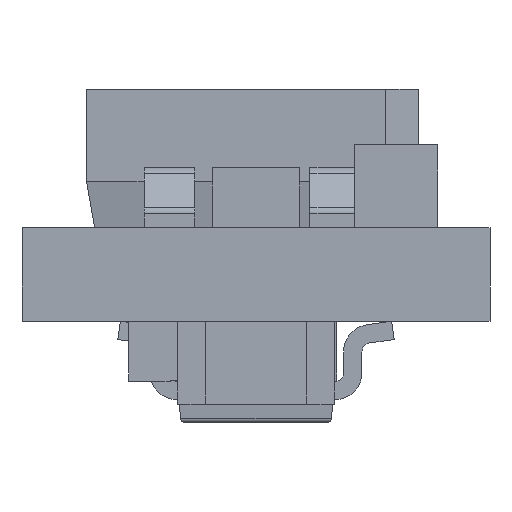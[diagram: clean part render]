
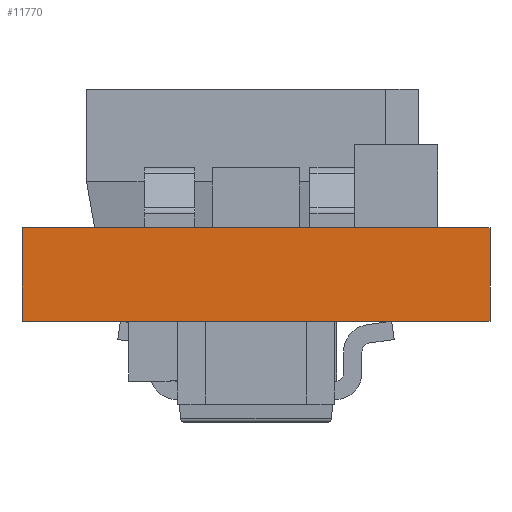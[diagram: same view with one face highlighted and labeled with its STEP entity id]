
A CAD part, front view. The second image highlights one B-rep face of the part: STEP entity #11770.
In plain terms, the highlighted planar face has unit normal (0, -1, 0).
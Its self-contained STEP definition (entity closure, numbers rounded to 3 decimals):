
#710 = VERTEX_POINT ( 'NONE', #21130 ) ;
#2141 = CARTESIAN_POINT ( 'NONE',  ( 0., 0., 0. ) ) ;
#2280 = VECTOR ( 'NONE', #3137, 1000. ) ;
#2870 = DIRECTION ( 'NONE',  ( 0., 1., 0. ) ) ;
#3137 = DIRECTION ( 'NONE',  ( 1., 0., 0. ) ) ;
#3294 = CARTESIAN_POINT ( 'NONE',  ( 0., 0., 1.016 ) ) ;
#3542 = VECTOR ( 'NONE', #23937, 1000. ) ;
#5571 = CARTESIAN_POINT ( 'NONE',  ( 0., 0., 1.016 ) ) ;
#11634 = VECTOR ( 'NONE', #24705, 1000. ) ;
#11770 = ADVANCED_FACE ( 'NONE', ( #31347 ), #14569, .F. ) ;
#12562 = ORIENTED_EDGE ( 'NONE', *, *, #21158, .F. ) ;
#12574 = EDGE_CURVE ( 'NONE', #20358, #22878, #12742, .T. ) ;
#12742 = LINE ( 'NONE', #17411, #11634 ) ;
#13081 = EDGE_CURVE ( 'NONE', #710, #27384, #29315, .T. ) ;
#13269 = EDGE_CURVE ( 'NONE', #22878, #27384, #25125, .T. ) ;
#14569 = PLANE ( 'NONE',  #24059 ) ;
#14957 = VECTOR ( 'NONE', #30268, 1000. ) ;
#15704 = CARTESIAN_POINT ( 'NONE',  ( 5.08, 0., 1.016 ) ) ;
#17411 = CARTESIAN_POINT ( 'NONE',  ( 0., 0., 1.016 ) ) ;
#20358 = VERTEX_POINT ( 'NONE', #3294 ) ;
#21130 = CARTESIAN_POINT ( 'NONE',  ( 5.08, 0., 1.016 ) ) ;
#21158 = EDGE_CURVE ( 'NONE', #20358, #710, #24613, .T. ) ;
#21262 = ORIENTED_EDGE ( 'NONE', *, *, #13081, .F. ) ;
#22671 = CARTESIAN_POINT ( 'NONE',  ( 0., 0., 0. ) ) ;
#22878 = VERTEX_POINT ( 'NONE', #22671 ) ;
#23937 = DIRECTION ( 'NONE',  ( 1., 0., 0. ) ) ;
#24059 = AXIS2_PLACEMENT_3D ( 'NONE', #26873, #2870, #29115 ) ;
#24203 = CARTESIAN_POINT ( 'NONE',  ( 5.08, 0., 0. ) ) ;
#24613 = LINE ( 'NONE', #5571, #2280 ) ;
#24705 = DIRECTION ( 'NONE',  ( 0., 0., -1. ) ) ;
#25125 = LINE ( 'NONE', #2141, #3542 ) ;
#25949 = EDGE_LOOP ( 'NONE', ( #28486, #21262, #12562, #28399 ) ) ;
#26873 = CARTESIAN_POINT ( 'NONE',  ( 0., 0., 1.016 ) ) ;
#27384 = VERTEX_POINT ( 'NONE', #24203 ) ;
#28399 = ORIENTED_EDGE ( 'NONE', *, *, #12574, .T. ) ;
#28486 = ORIENTED_EDGE ( 'NONE', *, *, #13269, .T. ) ;
#29115 = DIRECTION ( 'NONE',  ( 0., 0., 1. ) ) ;
#29315 = LINE ( 'NONE', #15704, #14957 ) ;
#30268 = DIRECTION ( 'NONE',  ( 0., 0., -1. ) ) ;
#31347 = FACE_OUTER_BOUND ( 'NONE', #25949, .T. ) ;
